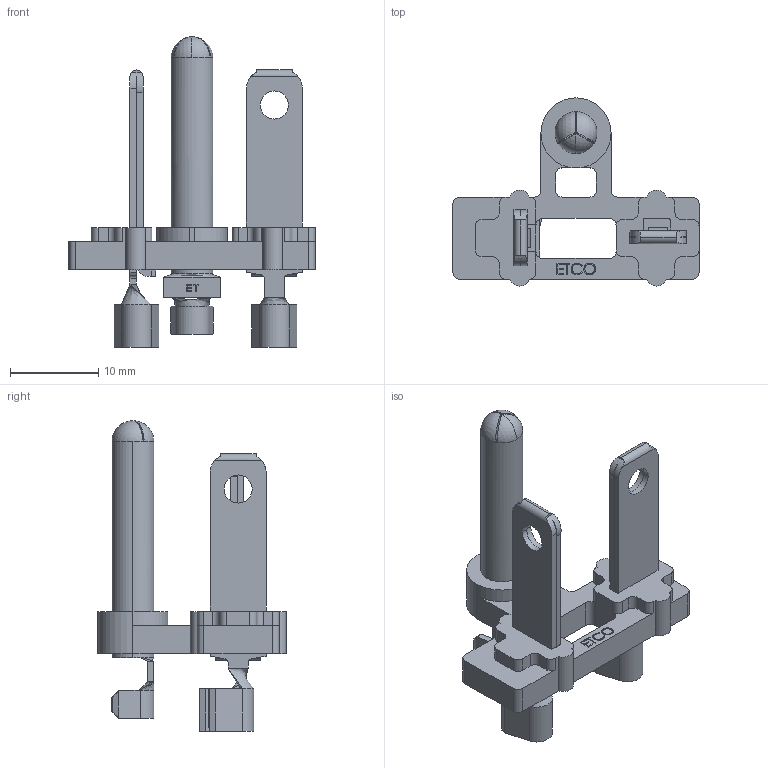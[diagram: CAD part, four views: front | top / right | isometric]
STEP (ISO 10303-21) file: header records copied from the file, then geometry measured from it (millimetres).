
FILE_DESCRIPTION (( 'STEP AP203' ), '1' );
FILE_NAME ('37027.STEP', '2019-12-04T15:45:08', ( 'tempuser' ), ( 'Microsoft' ), 'SwSTEP 2.0', 'SolidWorks 2019', '' );
FILE_SCHEMA (( 'CONFIG_CONTROL_DESIGN' ));
Length unit declared in the file: inch
Products named in the file (5): BHBP03; PPBF8; PN187H5; PPBF8TWISTEDRIGHT; 37027
Assembly tree (4 placements, depth 2):
  37027
    BHBP03
    PPBF8
    PN187H5
    PPBF8TWISTEDRIGHT
Bounding box: 27.81 x 21.27 x 35.11 mm (x, y, z)
Volume: 1735.9 mm3; surface area: 3705.6 mm2
Topology: 4 solids, 4 shells, 666 faces, 1767 edges, 1123 vertices
Faces by surface type: plane 445, cylinder 120, bspline 52, cone 39, sphere 8, torus 2
Entity records: 23256 total; most frequent: CARTESIAN_POINT 6418, ORIENTED_EDGE 3526, DIRECTION 3174, EDGE_CURVE 1763, VECTOR 1326, LINE 1326, VERTEX_POINT 1123, AXIS2_PLACEMENT_3D 924
